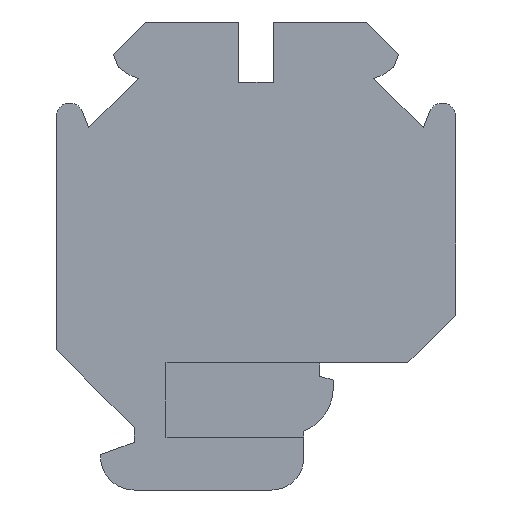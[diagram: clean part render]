
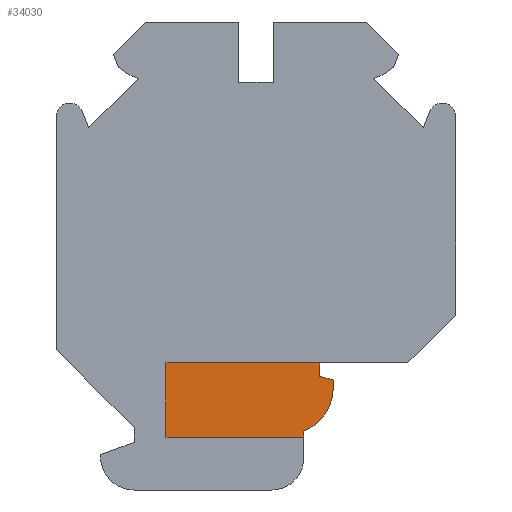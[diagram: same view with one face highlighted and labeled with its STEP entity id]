
A CAD part, left-side view. The second image highlights one B-rep face of the part: STEP entity #34030.
In plain terms, the highlighted face is planar.
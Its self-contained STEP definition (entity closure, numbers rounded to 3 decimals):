
#1940=CARTESIAN_POINT('',(-32.042,152.715,
-0.4));
#1950=VERTEX_POINT('',#1940);
#1980=CARTESIAN_POINT('',(-33.742,156.882,
-0.4));
#1990=DIRECTION('',(0.,0.,-1.));
#2000=DIRECTION('',(-1.,0.,0.));
#2010=AXIS2_PLACEMENT_3D('',#1980,#1990,#2000);
#2020=CIRCLE('',#2010,4.5);
#2030=CARTESIAN_POINT('',(-29.242,156.882,
-0.4));
#2040=VERTEX_POINT('',#2030);
#2050=EDGE_CURVE('',#2040,#1950,#2020,.T.);
#9850=CARTESIAN_POINT('',(-32.042,152.182,
-0.4));
#9860=VERTEX_POINT('',#9850);
#9890=CARTESIAN_POINT('',(-32.042,147.182,
-0.4));
#9900=DIRECTION('',(0.,1.,0.));
#9910=VECTOR('',#9900,1.);
#9920=LINE('',#9890,#9910);
#9930=EDGE_CURVE('',#9860,#1950,#9920,.T.);
#10230=CARTESIAN_POINT('',(-45.042,152.182,
-0.4));
#10240=VERTEX_POINT('',#10230);
#10270=CARTESIAN_POINT('',(-55.392,152.182,
-0.4));
#10280=DIRECTION('',(-1.,0.,0.));
#10290=VECTOR('',#10280,1.);
#10300=LINE('',#10270,#10290);
#10310=EDGE_CURVE('',#9860,#10240,#10300,.T.);
#10610=CARTESIAN_POINT('',(-45.042,159.182,
-0.4));
#10620=VERTEX_POINT('',#10610);
#10650=CARTESIAN_POINT('',(-45.042,147.182,
-0.4));
#10660=DIRECTION('',(0.,-1.,0.));
#10670=VECTOR('',#10660,1.);
#10680=LINE('',#10650,#10670);
#10690=EDGE_CURVE('',#10620,#10240,#10680,.T.);
#11360=CARTESIAN_POINT('',(-30.542,159.182,
-0.4));
#11370=VERTEX_POINT('',#11360);
#11400=CARTESIAN_POINT('',(-55.392,159.182,
-0.4));
#11410=DIRECTION('',(-1.,0.,0.));
#11420=VECTOR('',#11410,1.);
#11430=LINE('',#11400,#11420);
#11440=EDGE_CURVE('',#11370,#10620,#11430,.T.);
#13030=CARTESIAN_POINT('',(-29.242,147.182,
-0.4));
#13040=DIRECTION('',(0.,-1.,0.));
#13050=VECTOR('',#13040,1.);
#13060=LINE('',#13030,#13050);
#13070=CARTESIAN_POINT('',(-29.242,157.566,
-0.4));
#13080=VERTEX_POINT('',#13070);
#13090=EDGE_CURVE('',#13080,#2040,#13060,.T.);
#27130=CARTESIAN_POINT('',(-55.392,164.573,
-0.4));
#27140=DIRECTION('',(0.966,-0.259,0.));
#27150=VECTOR('',#27140,1.);
#27160=LINE('',#27130,#27150);
#27170=CARTESIAN_POINT('',(-30.542,157.914,
-0.4));
#27180=VERTEX_POINT('',#27170);
#27190=EDGE_CURVE('',#27180,#13080,#27160,.T.);
#33830=CARTESIAN_POINT('',(-45.437,152.006,
-0.4));
#33840=DIRECTION('',(0.,0.,1.));
#33850=DIRECTION('',(1.,0.,0.));
#33860=AXIS2_PLACEMENT_3D('',#33830,#33840,#33850);
#33870=PLANE('',#33860);
#33880=ORIENTED_EDGE('',*,*,#2050,.F.);
#33890=ORIENTED_EDGE('',*,*,#9930,.T.);
#33900=ORIENTED_EDGE('',*,*,#10310,.F.);
#33910=ORIENTED_EDGE('',*,*,#10690,.T.);
#33920=ORIENTED_EDGE('',*,*,#11440,.T.);
#33930=CARTESIAN_POINT('',(-30.542,147.182,
-0.4));
#33940=DIRECTION('',(0.,-1.,0.));
#33950=VECTOR('',#33940,1.);
#33960=LINE('',#33930,#33950);
#33970=EDGE_CURVE('',#11370,#27180,#33960,.T.);
#33980=ORIENTED_EDGE('',*,*,#33970,.F.);
#33990=ORIENTED_EDGE('',*,*,#27190,.F.);
#34000=ORIENTED_EDGE('',*,*,#13090,.F.);
#34010=EDGE_LOOP('',(#34000,#33990,#33980,#33920,#33910,#33900,#33890,
#33880));
#34020=FACE_OUTER_BOUND('',#34010,.T.);
#34030=ADVANCED_FACE('',(#34020),#33870,.T.);
